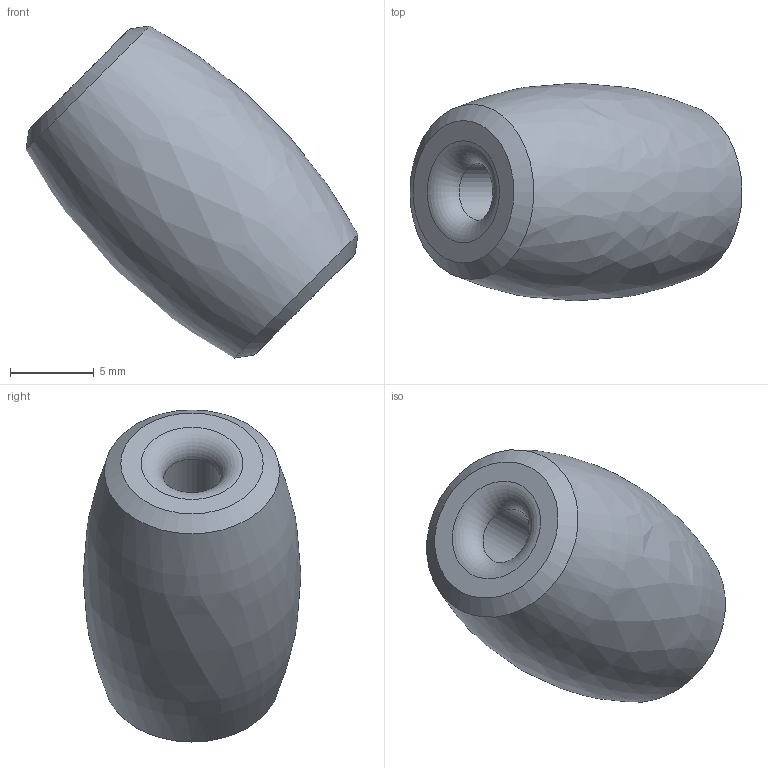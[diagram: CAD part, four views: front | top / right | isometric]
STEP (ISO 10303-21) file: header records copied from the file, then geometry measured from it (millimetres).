
FILE_DESCRIPTION(/* description */ (''),/* implementation_level */ '2;1');
FILE_NAME(/* name */ 'Roller.step',/* time_stamp */ '2023-05-07T19:20:26+01:00',/* author */ (''),/* organization */ (''),/* preprocessor_version */ 'ST-DEVELOPER v19.2',/* originating_system */ 'Autodesk Translation Framework v12.4.0.73',/* authorisation */ '');
FILE_SCHEMA (('AUTOMOTIVE_DESIGN { 1 0 10303 214 3 1 1 }'));
Length unit declared in the file: millimetre
Products named in the file (4): Rover; Mecanum_Wheel (26.5mm rod); Wheel_1; Roller
Assembly tree (3 placements, depth 4):
  Rover
    Mecanum_Wheel (26.5mm rod)
      Wheel_1
        Roller
Bounding box: 19.81 x 13 x 19.81 mm (x, y, z)
Volume: 1965.5 mm3; surface area: 1039.1 mm2
Topology: 1 solids, 1 shells, 8 faces, 17 edges, 11 vertices
Faces by surface type: torus 2, plane 2, cone 2, cylinder 1, bspline 1
Full cylindrical faces by diameter (mm): 3.4 x1
Entity records: 390 total; most frequent: CARTESIAN_POINT 70, DIRECTION 61, ORIENTED_EDGE 34, AXIS2_PLACEMENT_3D 29, EDGE_CURVE 17, CIRCLE 14, VERTEX_POINT 11, EDGE_LOOP 10
